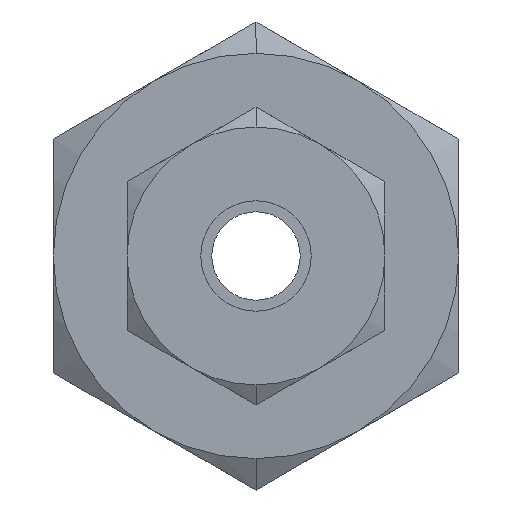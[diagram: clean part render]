
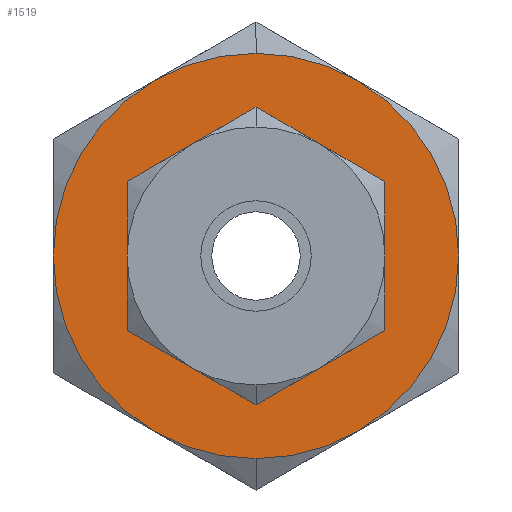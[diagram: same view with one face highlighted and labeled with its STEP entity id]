
A CAD part, left-side view. The second image highlights one B-rep face of the part: STEP entity #1519.
In plain terms, the highlighted planar face has unit normal (-1, 0, 0).
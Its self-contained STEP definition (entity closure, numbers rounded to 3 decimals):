
#74 = CARTESIAN_POINT ( 'NONE',  ( 17.7, 0., 0. ) ) ;
#311 = FACE_BOUND ( 'NONE', #2357, .T. ) ;
#454 = EDGE_CURVE ( 'NONE', #2516, #4302, #7568, .T. ) ;
#461 = AXIS2_PLACEMENT_3D ( 'NONE', #7145, #1775, #2383 ) ;
#541 = AXIS2_PLACEMENT_3D ( 'NONE', #7595, #601, #6485 ) ;
#601 = DIRECTION ( 'NONE',  ( -1., 0., 0. ) ) ;
#657 = EDGE_CURVE ( 'NONE', #2884, #6178, #5222, .T. ) ;
#738 = ORIENTED_EDGE ( 'NONE', *, *, #4980, .T. ) ;
#902 = DIRECTION ( 'NONE',  ( -1., 0., 0. ) ) ;
#1080 = VERTEX_POINT ( 'NONE', #6412 ) ;
#1218 = ORIENTED_EDGE ( 'NONE', *, *, #657, .T. ) ;
#1270 = EDGE_CURVE ( 'NONE', #1080, #4340, #4257, .T. ) ;
#1323 = DIRECTION ( 'NONE',  ( -1., 0., 0. ) ) ;
#1441 = DIRECTION ( 'NONE',  ( 0., 0., 1. ) ) ;
#1519 = ADVANCED_FACE ( 'NONE', ( #311, #2667 ), #2114, .F. ) ;
#1575 = CARTESIAN_POINT ( 'NONE',  ( 17.7, 0., 0. ) ) ;
#1612 = ORIENTED_EDGE ( 'NONE', *, *, #4607, .T. ) ;
#1775 = DIRECTION ( 'NONE',  ( -1., 0., 0. ) ) ;
#2114 = PLANE ( 'NONE',  #5364 ) ;
#2126 = CARTESIAN_POINT ( 'NONE',  ( 17.7, 5.5, -9.526 ) ) ;
#2156 = VERTEX_POINT ( 'NONE', #4415 ) ;
#2195 = EDGE_CURVE ( 'NONE', #2156, #6612, #6866, .T. ) ;
#2209 = ORIENTED_EDGE ( 'NONE', *, *, #6241, .T. ) ;
#2357 = EDGE_LOOP ( 'NONE', ( #6088, #7429 ) ) ;
#2383 = DIRECTION ( 'NONE',  ( 0., -0.5, 0.866 ) ) ;
#2516 = VERTEX_POINT ( 'NONE', #6754 ) ;
#2547 = CARTESIAN_POINT ( 'NONE',  ( 17.7, 0., 0. ) ) ;
#2559 = DIRECTION ( 'NONE',  ( 0., -1., 0. ) ) ;
#2641 = CARTESIAN_POINT ( 'NONE',  ( 17.7, 0., 0. ) ) ;
#2667 = FACE_OUTER_BOUND ( 'NONE', #3395, .T. ) ;
#2670 = CARTESIAN_POINT ( 'NONE',  ( 17.7, 0., 0. ) ) ;
#2680 = CIRCLE ( 'NONE', #7630, 11. ) ;
#2686 = CARTESIAN_POINT ( 'NONE',  ( 17.7, 11., 0. ) ) ;
#2786 = DIRECTION ( 'NONE',  ( 0., 1., 0. ) ) ;
#2884 = VERTEX_POINT ( 'NONE', #2126 ) ;
#3005 = AXIS2_PLACEMENT_3D ( 'NONE', #7512, #5079, #5790 ) ;
#3097 = DIRECTION ( 'NONE',  ( 0., -0.5, -0.866 ) ) ;
#3119 = VERTEX_POINT ( 'NONE', #7456 ) ;
#3277 = DIRECTION ( 'NONE',  ( 0., 0., -1. ) ) ;
#3306 = DIRECTION ( 'NONE',  ( 0., 0., 1. ) ) ;
#3395 = EDGE_LOOP ( 'NONE', ( #1612, #5191, #7508, #738, #1218, #2209, #4039, #7518 ) ) ;
#3497 = VERTEX_POINT ( 'NONE', #2686 ) ;
#3506 = AXIS2_PLACEMENT_3D ( 'NONE', #2641, #902, #3306 ) ;
#3557 = AXIS2_PLACEMENT_3D ( 'NONE', #7169, #7208, #6600 ) ;
#3656 = CARTESIAN_POINT ( 'NONE',  ( 17.7, 0., -4.477 ) ) ;
#3798 = CIRCLE ( 'NONE', #461, 11. ) ;
#3988 = CIRCLE ( 'NONE', #5097, 4.477 ) ;
#4039 = ORIENTED_EDGE ( 'NONE', *, *, #1270, .T. ) ;
#4257 = CIRCLE ( 'NONE', #5109, 11. ) ;
#4290 = AXIS2_PLACEMENT_3D ( 'NONE', #2547, #6851, #5651 ) ;
#4302 = VERTEX_POINT ( 'NONE', #7499 ) ;
#4340 = VERTEX_POINT ( 'NONE', #5772 ) ;
#4415 = CARTESIAN_POINT ( 'NONE',  ( 17.7, 0., 4.477 ) ) ;
#4454 = EDGE_CURVE ( 'NONE', #4302, #3497, #7624, .T. ) ;
#4607 = EDGE_CURVE ( 'NONE', #3119, #2516, #3798, .T. ) ;
#4936 = EDGE_CURVE ( 'NONE', #4340, #3119, #2680, .T. ) ;
#4980 = EDGE_CURVE ( 'NONE', #3497, #2884, #6893, .T. ) ;
#5079 = DIRECTION ( 'NONE',  ( -1., 0., 0. ) ) ;
#5097 = AXIS2_PLACEMENT_3D ( 'NONE', #1575, #5682, #3277 ) ;
#5099 = DIRECTION ( 'NONE',  ( 1., 0., 0. ) ) ;
#5109 = AXIS2_PLACEMENT_3D ( 'NONE', #74, #1323, #3097 ) ;
#5191 = ORIENTED_EDGE ( 'NONE', *, *, #454, .T. ) ;
#5222 = CIRCLE ( 'NONE', #541, 11. ) ;
#5364 = AXIS2_PLACEMENT_3D ( 'NONE', #6932, #5099, #2786 ) ;
#5651 = DIRECTION ( 'NONE',  ( 0., 0.5, 0.866 ) ) ;
#5682 = DIRECTION ( 'NONE',  ( 1., 0., 0. ) ) ;
#5772 = CARTESIAN_POINT ( 'NONE',  ( 17.7, -11., 0. ) ) ;
#5790 = DIRECTION ( 'NONE',  ( 0., 0., -1. ) ) ;
#6004 = AXIS2_PLACEMENT_3D ( 'NONE', #2670, #7312, #1441 ) ;
#6088 = ORIENTED_EDGE ( 'NONE', *, *, #2195, .T. ) ;
#6138 = DIRECTION ( 'NONE',  ( -1., 0., 0. ) ) ;
#6178 = VERTEX_POINT ( 'NONE', #7366 ) ;
#6241 = EDGE_CURVE ( 'NONE', #6178, #1080, #6344, .T. ) ;
#6344 = CIRCLE ( 'NONE', #3005, 11. ) ;
#6412 = CARTESIAN_POINT ( 'NONE',  ( 17.7, -5.5, -9.526 ) ) ;
#6485 = DIRECTION ( 'NONE',  ( 0., 0.5, -0.866 ) ) ;
#6600 = DIRECTION ( 'NONE',  ( 0., 1., 0. ) ) ;
#6612 = VERTEX_POINT ( 'NONE', #3656 ) ;
#6754 = CARTESIAN_POINT ( 'NONE',  ( 17.7, 0., 11. ) ) ;
#6851 = DIRECTION ( 'NONE',  ( -1., 0., 0. ) ) ;
#6866 = CIRCLE ( 'NONE', #6004, 4.477 ) ;
#6893 = CIRCLE ( 'NONE', #3557, 11. ) ;
#6932 = CARTESIAN_POINT ( 'NONE',  ( 17.7, 0., 0. ) ) ;
#6979 = EDGE_CURVE ( 'NONE', #6612, #2156, #3988, .T. ) ;
#7132 = CARTESIAN_POINT ( 'NONE',  ( 17.7, 0., 0. ) ) ;
#7145 = CARTESIAN_POINT ( 'NONE',  ( 17.7, 0., 0. ) ) ;
#7169 = CARTESIAN_POINT ( 'NONE',  ( 17.7, 0., 0. ) ) ;
#7208 = DIRECTION ( 'NONE',  ( -1., 0., 0. ) ) ;
#7312 = DIRECTION ( 'NONE',  ( 1., 0., 0. ) ) ;
#7366 = CARTESIAN_POINT ( 'NONE',  ( 17.7, 0., -11. ) ) ;
#7429 = ORIENTED_EDGE ( 'NONE', *, *, #6979, .T. ) ;
#7456 = CARTESIAN_POINT ( 'NONE',  ( 17.7, -5.5, 9.526 ) ) ;
#7499 = CARTESIAN_POINT ( 'NONE',  ( 17.7, 5.5, 9.526 ) ) ;
#7508 = ORIENTED_EDGE ( 'NONE', *, *, #4454, .T. ) ;
#7512 = CARTESIAN_POINT ( 'NONE',  ( 17.7, 0., 0. ) ) ;
#7518 = ORIENTED_EDGE ( 'NONE', *, *, #4936, .T. ) ;
#7568 = CIRCLE ( 'NONE', #3506, 11. ) ;
#7595 = CARTESIAN_POINT ( 'NONE',  ( 17.7, 0., 0. ) ) ;
#7624 = CIRCLE ( 'NONE', #4290, 11. ) ;
#7630 = AXIS2_PLACEMENT_3D ( 'NONE', #7132, #6138, #2559 ) ;
